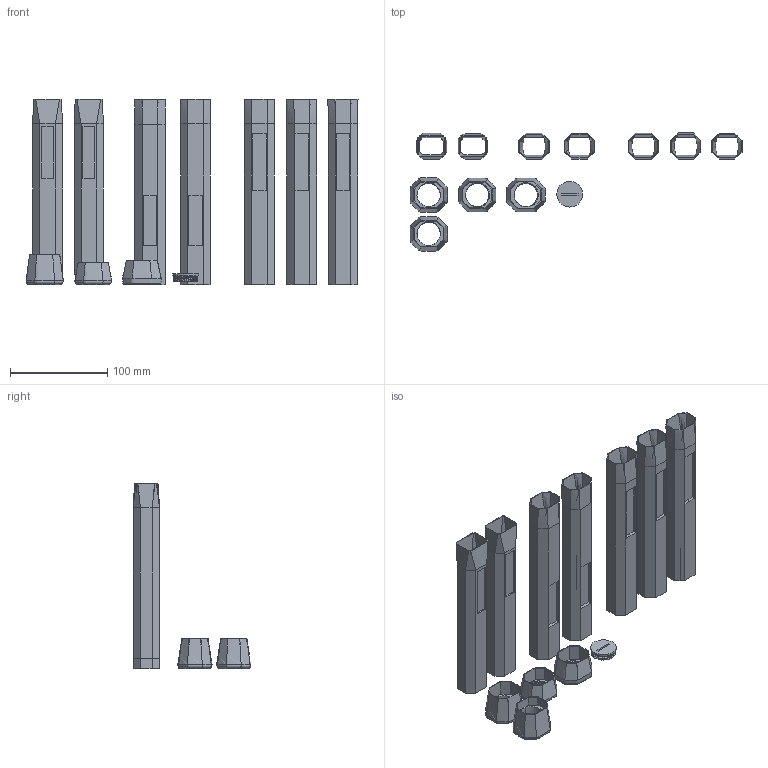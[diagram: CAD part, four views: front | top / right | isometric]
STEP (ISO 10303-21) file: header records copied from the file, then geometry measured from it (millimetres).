
FILE_DESCRIPTION(/* description */ (''),/* implementation_level */ '2;1');
FILE_NAME(/* name */ 'all_files.step',/* time_stamp */ '2022-07-23T17:41:26-04:00',/* author */ (''),/* organization */ (''),/* preprocessor_version */ 'ST-DEVELOPER v19',/* originating_system */ 'Autodesk Translation Framework v11.7.0.108',/* authorisation */ '');
FILE_SCHEMA (('AUTOMOTIVE_DESIGN { 1 0 10303 214 3 1 1 }'));
Products named in the file (18): all_designs; pallets/buttcaps v34; ezone98; ezone98-head1/4-insert; ezone98-yonex1/8-insert; ezone98-wilson1/8-insert; vcore95; vcore95-wilson1/8-insert; vcore95-head1/4-insert; ultraTour_v2; ultra-wilson1/8-insert; ultra-head1/4-insert; buttcaps; buttcap_head1/4-stock; buttcap_wilson1/8-stock; buttcapp_wilson1/8-ex0.25; butcapp_wilson1/8-ex0.5; trapdoor
Assembly tree (17 placements, depth 4):
  all_designs
    pallets/buttcaps v34
      ezone98
        ezone98-head1/4-insert
        ezone98-yonex1/8-insert
        ezone98-wilson1/8-insert
      vcore95
        vcore95-wilson1/8-insert
        vcore95-head1/4-insert
      ultraTour_v2
        ultra-wilson1/8-insert
        ultra-head1/4-insert
      buttcaps
        buttcap_head1/4-stock
        buttcap_wilson1/8-stock
        buttcapp_wilson1/8-ex0.25
        butcapp_wilson1/8-ex0.5
        trapdoor
Bounding box: 341.6 x 121.23 x 190.5 mm (x, y, z)
Volume: 372008.4 mm3; surface area: 266071 mm2
Topology: 12 solids, 12 shells, 483 faces, 1349 edges, 915 vertices
Faces by surface type: plane 295, bspline 122, cylinder 66
Full cylindrical faces by diameter (mm): 20 x1, 22.529 x2, 24 x8, 24.822 x2, 25.256 x8, 26.5 x1, 27 x4
Entity records: 44311 total; most frequent: CARTESIAN_POINT 32303, ORIENTED_EDGE 2698, DIRECTION 1865, EDGE_CURVE 1349, VERTEX_POINT 915, LINE 899, VECTOR 899, EDGE_LOOP 530
